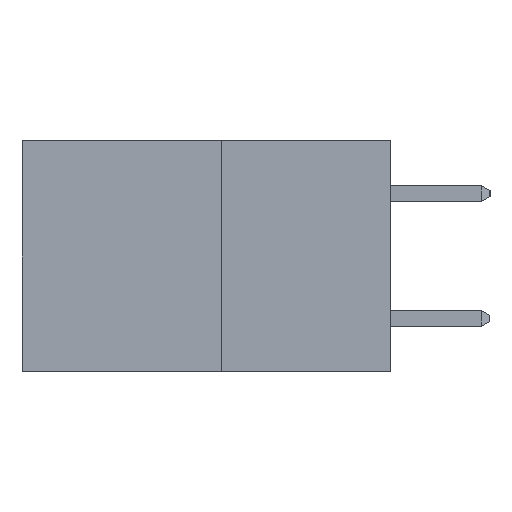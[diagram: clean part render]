
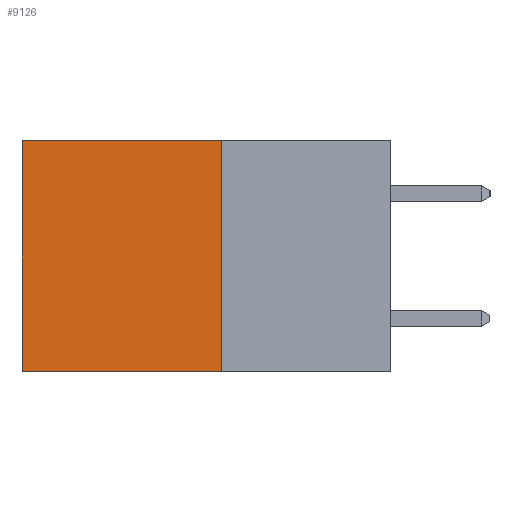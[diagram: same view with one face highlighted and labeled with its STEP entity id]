
A CAD part, left-side view. The second image highlights one B-rep face of the part: STEP entity #9126.
In plain terms, the highlighted planar face has unit normal (-1, 0, 0).
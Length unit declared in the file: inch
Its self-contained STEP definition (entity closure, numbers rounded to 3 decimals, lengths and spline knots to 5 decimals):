
#292 = DIRECTION ( 'NONE',  ( 0., 0., -1. ) ) ;
#595 = VECTOR ( 'NONE', #21776, 39.37008 ) ;
#1042 = VECTOR ( 'NONE', #20565, 39.37008 ) ;
#1504 = EDGE_CURVE ( 'NONE', #6147, #10321, #5484, .T. ) ;
#3076 = ORIENTED_EDGE ( 'NONE', *, *, #11133, .F. ) ;
#3516 = EDGE_CURVE ( 'NONE', #17610, #10321, #15656, .T. ) ;
#5141 = VECTOR ( 'NONE', #19187, 39.37008 ) ;
#5484 = LINE ( 'NONE', #21703, #595 ) ;
#6147 = VERTEX_POINT ( 'NONE', #15019 ) ;
#6265 = EDGE_CURVE ( 'NONE', #20914, #17610, #10674, .T. ) ;
#6737 = CARTESIAN_POINT ( 'NONE',  ( 0.277, 0.59, 0. ) ) ;
#6989 = CARTESIAN_POINT ( 'NONE',  ( 0.277, 0.59, -0.37 ) ) ;
#7267 = CARTESIAN_POINT ( 'NONE',  ( 0.277, 0.27, 0. ) ) ;
#8949 = ORIENTED_EDGE ( 'NONE', *, *, #3516, .T. ) ;
#9126 = ADVANCED_FACE ( 'NONE', ( #19064 ), #21329, .F. ) ;
#10321 = VERTEX_POINT ( 'NONE', #6989 ) ;
#10674 = LINE ( 'NONE', #18766, #1042 ) ;
#10825 = DIRECTION ( 'NONE',  ( 1., 0., 0. ) ) ;
#11133 = EDGE_CURVE ( 'NONE', #20914, #6147, #18559, .T. ) ;
#12139 = ORIENTED_EDGE ( 'NONE', *, *, #1504, .F. ) ;
#12809 = AXIS2_PLACEMENT_3D ( 'NONE', #16019, #10825, #292 ) ;
#13476 = DIRECTION ( 'NONE',  ( 0., 0., -1. ) ) ;
#13541 = ORIENTED_EDGE ( 'NONE', *, *, #6265, .T. ) ;
#15019 = CARTESIAN_POINT ( 'NONE',  ( 0.277, 0.27, -0.37 ) ) ;
#15656 = LINE ( 'NONE', #19046, #5141 ) ;
#16019 = CARTESIAN_POINT ( 'NONE',  ( 0.277, 0.27, -0.37 ) ) ;
#17610 = VERTEX_POINT ( 'NONE', #6737 ) ;
#18539 = EDGE_LOOP ( 'NONE', ( #8949, #12139, #3076, #13541 ) ) ;
#18559 = LINE ( 'NONE', #22208, #22660 ) ;
#18766 = CARTESIAN_POINT ( 'NONE',  ( 0.277, 0.27, 0. ) ) ;
#19046 = CARTESIAN_POINT ( 'NONE',  ( 0.277, 0.59, -0.37 ) ) ;
#19064 = FACE_OUTER_BOUND ( 'NONE', #18539, .T. ) ;
#19187 = DIRECTION ( 'NONE',  ( 0., 0., -1. ) ) ;
#20565 = DIRECTION ( 'NONE',  ( 0., 1., 0. ) ) ;
#20914 = VERTEX_POINT ( 'NONE', #7267 ) ;
#21329 = PLANE ( 'NONE',  #12809 ) ;
#21703 = CARTESIAN_POINT ( 'NONE',  ( 0.277, 0.27, -0.37 ) ) ;
#21776 = DIRECTION ( 'NONE',  ( 0., 1., 0. ) ) ;
#22208 = CARTESIAN_POINT ( 'NONE',  ( 0.277, 0.27, -0.37 ) ) ;
#22660 = VECTOR ( 'NONE', #13476, 39.37008 ) ;
